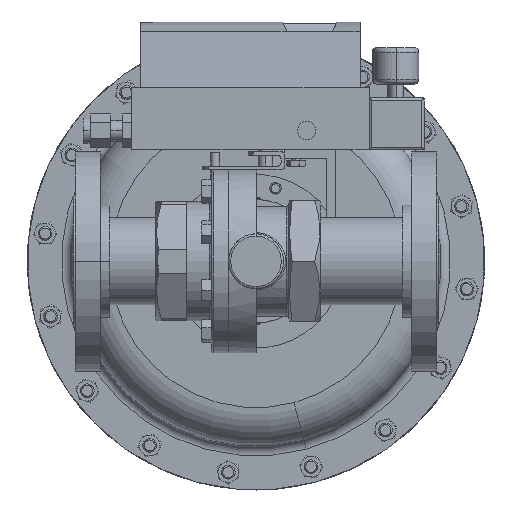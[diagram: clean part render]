
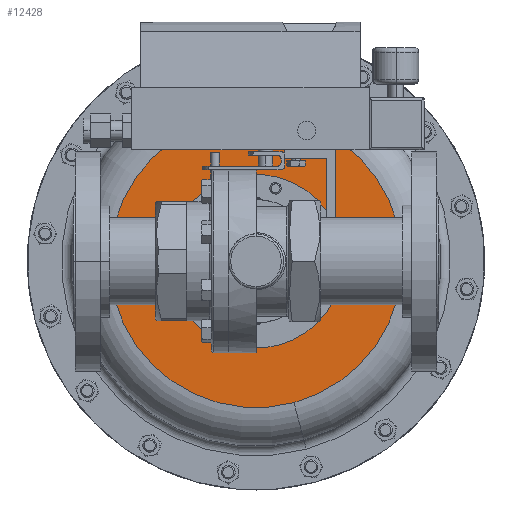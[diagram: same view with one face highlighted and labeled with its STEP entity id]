
A CAD part, front view. The second image highlights one B-rep face of the part: STEP entity #12428.
In plain terms, the highlighted planar face has unit normal (0, -1, 0).
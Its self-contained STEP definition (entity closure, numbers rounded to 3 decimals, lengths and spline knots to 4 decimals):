
#2704 = DIRECTION ( 'NONE',  ( 0., 1., 0. ) ) ;
#3377 = EDGE_CURVE ( 'NONE', #19885, #36893, #50646, .T. ) ;
#7217 = ORIENTED_EDGE ( 'NONE', *, *, #3377, .F. ) ;
#7622 = AXIS2_PLACEMENT_3D ( 'NONE', #15859, #47349, #23797 ) ;
#7788 = FACE_BOUND ( 'NONE', #23520, .T. ) ;
#8326 = AXIS2_PLACEMENT_3D ( 'NONE', #25906, #2704, #29852 ) ;
#8658 = AXIS2_PLACEMENT_3D ( 'NONE', #17405, #44746, #21300 ) ;
#12023 = AXIS2_PLACEMENT_3D ( 'NONE', #13862, #41168, #17768 ) ;
#12311 = CIRCLE ( 'NONE', #31288, 2.375 ) ;
#12428 = ADVANCED_FACE ( 'NONE', ( #37680, #7788 ), #19925, .T. ) ;
#13128 = ORIENTED_EDGE ( 'NONE', *, *, #18573, .F. ) ;
#13862 = CARTESIAN_POINT ( 'NONE',  ( 0., 7.0925, 0. ) ) ;
#13902 = CIRCLE ( 'NONE', #12023, 4. ) ;
#15859 = CARTESIAN_POINT ( 'NONE',  ( -3.8637, 7.0925, -1.0353 ) ) ;
#15866 = DIRECTION ( 'NONE',  ( 0., 1., 0. ) ) ;
#17405 = CARTESIAN_POINT ( 'NONE',  ( 0., 7.0925, 0. ) ) ;
#17768 = DIRECTION ( 'NONE',  ( 0.259, 0., -0.966 ) ) ;
#18573 = EDGE_CURVE ( 'NONE', #36893, #19885, #13902, .T. ) ;
#19885 = VERTEX_POINT ( 'NONE', #44169 ) ;
#19925 = PLANE ( 'NONE',  #7622 ) ;
#21300 = DIRECTION ( 'NONE',  ( -0.707, 0., -0.707 ) ) ;
#23520 = EDGE_LOOP ( 'NONE', ( #42451, #44645 ) ) ;
#23797 = DIRECTION ( 'NONE',  ( -0.259, 0., 0.966 ) ) ;
#25906 = CARTESIAN_POINT ( 'NONE',  ( 0., 7.0925, 0. ) ) ;
#27277 = EDGE_CURVE ( 'NONE', #30269, #47791, #12311, .T. ) ;
#29852 = DIRECTION ( 'NONE',  ( 0.259, 0., -0.966 ) ) ;
#30269 = VERTEX_POINT ( 'NONE', #36043 ) ;
#31288 = AXIS2_PLACEMENT_3D ( 'NONE', #39251, #15866, #43178 ) ;
#33741 = EDGE_CURVE ( 'NONE', #47791, #30269, #43061, .T. ) ;
#35497 = EDGE_LOOP ( 'NONE', ( #7217, #13128 ) ) ;
#36043 = CARTESIAN_POINT ( 'NONE',  ( -1.6794, 7.0925, -1.6794 ) ) ;
#36054 = CARTESIAN_POINT ( 'NONE',  ( -1.0353, 7.0925, 3.8637 ) ) ;
#36893 = VERTEX_POINT ( 'NONE', #36054 ) ;
#37680 = FACE_OUTER_BOUND ( 'NONE', #35497, .T. ) ;
#39251 = CARTESIAN_POINT ( 'NONE',  ( 0., 7.0925, 0. ) ) ;
#41168 = DIRECTION ( 'NONE',  ( 0., 1., 0. ) ) ;
#41279 = CARTESIAN_POINT ( 'NONE',  ( 1.6794, 7.0925, 1.6794 ) ) ;
#42451 = ORIENTED_EDGE ( 'NONE', *, *, #33741, .T. ) ;
#43061 = CIRCLE ( 'NONE', #8658, 2.375 ) ;
#43178 = DIRECTION ( 'NONE',  ( -0.707, 0., -0.707 ) ) ;
#44169 = CARTESIAN_POINT ( 'NONE',  ( 1.0353, 7.0925, -3.8637 ) ) ;
#44645 = ORIENTED_EDGE ( 'NONE', *, *, #27277, .T. ) ;
#44746 = DIRECTION ( 'NONE',  ( 0., 1., 0. ) ) ;
#47349 = DIRECTION ( 'NONE',  ( 0., -1., 0. ) ) ;
#47791 = VERTEX_POINT ( 'NONE', #41279 ) ;
#50646 = CIRCLE ( 'NONE', #8326, 4. ) ;
